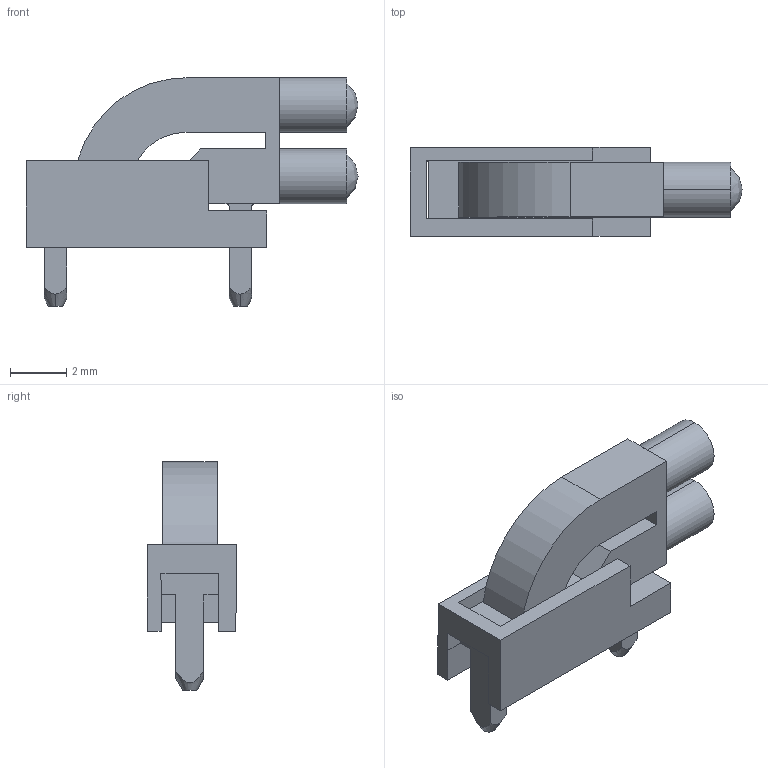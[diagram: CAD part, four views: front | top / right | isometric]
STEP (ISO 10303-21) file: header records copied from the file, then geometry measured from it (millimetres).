
FILE_DESCRIPTION(('FreeCAD Model'),'2;1');
FILE_NAME('light guide.step', '2017-08-14T15:40:00',('kicad StepUp'),('ksu MCAD'), 'Open CASCADE STEP processor 7.1','FreeCAD','Unknown');
FILE_SCHEMA(('AUTOMOTIVE_DESIGN_CC2 { 1 2 10303 214 -1 1 5 4 }'));
Length unit declared in the file: millimetre
Products named in the file (1): light_guide
Bounding box: 11.85 x 3.18 x 8.15 mm (x, y, z)
Volume: 105.9 mm3; surface area: 279 mm2
Topology: 1 solids, 1 shells, 77 faces, 219 edges, 144 vertices
Faces by surface type: plane 58, cylinder 11, cone 6, bspline 2
Entity records: 2638 total; most frequent: CARTESIAN_POINT 629, ORIENTED_EDGE 438, DIRECTION 377, EDGE_CURVE 219, LINE 169, VECTOR 169, VERTEX_POINT 144, AXIS2_PLACEMENT_3D 104
